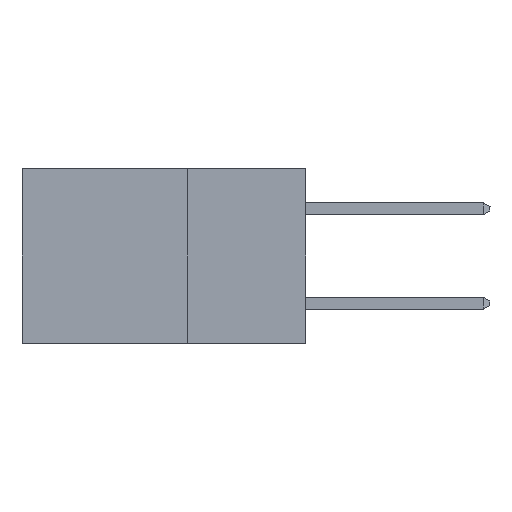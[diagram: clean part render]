
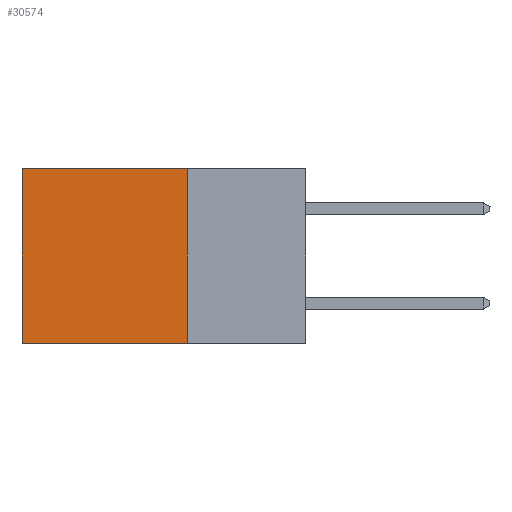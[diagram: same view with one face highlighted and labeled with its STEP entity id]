
A CAD part, left-side view. The second image highlights one B-rep face of the part: STEP entity #30574.
In plain terms, the highlighted planar face has unit normal (-1, 0, 0).
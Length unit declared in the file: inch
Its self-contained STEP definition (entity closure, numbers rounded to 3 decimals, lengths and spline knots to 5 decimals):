
#1014 = CARTESIAN_POINT ( 'NONE',  ( 0.298, 0.6, 0. ) ) ;
#2420 = EDGE_CURVE ( 'NONE', #17256, #29479, #6183, .T. ) ;
#2854 = CARTESIAN_POINT ( 'NONE',  ( 0.298, 0.25, -0.37 ) ) ;
#6183 = LINE ( 'NONE', #17063, #32954 ) ;
#11288 = PLANE ( 'NONE',  #25286 ) ;
#12255 = VECTOR ( 'NONE', #21281, 39.37008 ) ;
#12574 = EDGE_LOOP ( 'NONE', ( #26804, #19833, #19999, #23047 ) ) ;
#14742 = DIRECTION ( 'NONE',  ( 0., 0., -1. ) ) ;
#15158 = VECTOR ( 'NONE', #14742, 39.37008 ) ;
#15495 = EDGE_CURVE ( 'NONE', #29161, #29479, #25194, .T. ) ;
#16014 = DIRECTION ( 'NONE',  ( 0., 1., 0. ) ) ;
#16492 = DIRECTION ( 'NONE',  ( 0., 0., -1. ) ) ;
#17063 = CARTESIAN_POINT ( 'NONE',  ( 0.298, 0.6, 0. ) ) ;
#17111 = CARTESIAN_POINT ( 'NONE',  ( 0.298, 0.6, -0.37 ) ) ;
#17256 = VERTEX_POINT ( 'NONE', #1014 ) ;
#18491 = CARTESIAN_POINT ( 'NONE',  ( 0.298, 0.25, -0.37 ) ) ;
#19225 = VECTOR ( 'NONE', #16014, 39.37008 ) ;
#19802 = DIRECTION ( 'NONE',  ( 0., 0., -1. ) ) ;
#19833 = ORIENTED_EDGE ( 'NONE', *, *, #15495, .F. ) ;
#19999 = ORIENTED_EDGE ( 'NONE', *, *, #25718, .F. ) ;
#20288 = EDGE_CURVE ( 'NONE', #20892, #17256, #26081, .T. ) ;
#20892 = VERTEX_POINT ( 'NONE', #28468 ) ;
#21281 = DIRECTION ( 'NONE',  ( 0., 1., 0. ) ) ;
#23047 = ORIENTED_EDGE ( 'NONE', *, *, #20288, .T. ) ;
#25194 = LINE ( 'NONE', #2854, #12255 ) ;
#25286 = AXIS2_PLACEMENT_3D ( 'NONE', #29320, #31899, #16492 ) ;
#25718 = EDGE_CURVE ( 'NONE', #20892, #29161, #28868, .T. ) ;
#26081 = LINE ( 'NONE', #28830, #19225 ) ;
#26804 = ORIENTED_EDGE ( 'NONE', *, *, #2420, .T. ) ;
#28468 = CARTESIAN_POINT ( 'NONE',  ( 0.298, 0.25, 0. ) ) ;
#28830 = CARTESIAN_POINT ( 'NONE',  ( 0.298, 0.25, 0. ) ) ;
#28868 = LINE ( 'NONE', #30170, #15158 ) ;
#29161 = VERTEX_POINT ( 'NONE', #18491 ) ;
#29320 = CARTESIAN_POINT ( 'NONE',  ( 0.298, 0.25, 0. ) ) ;
#29479 = VERTEX_POINT ( 'NONE', #17111 ) ;
#29798 = FACE_OUTER_BOUND ( 'NONE', #12574, .T. ) ;
#30170 = CARTESIAN_POINT ( 'NONE',  ( 0.298, 0.25, 0. ) ) ;
#30574 = ADVANCED_FACE ( 'NONE', ( #29798 ), #11288, .F. ) ;
#31899 = DIRECTION ( 'NONE',  ( 1., 0., 0. ) ) ;
#32954 = VECTOR ( 'NONE', #19802, 39.37008 ) ;
